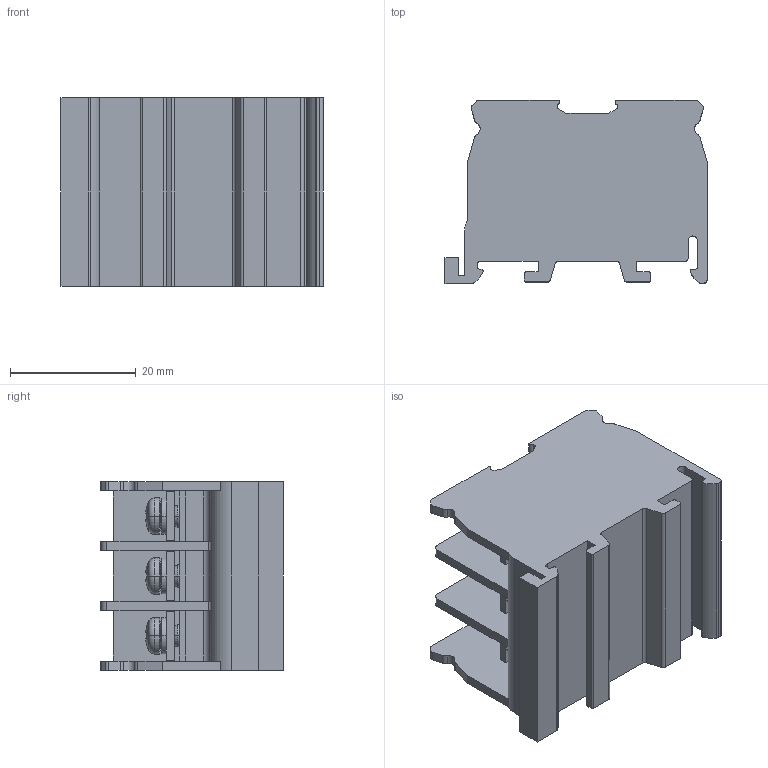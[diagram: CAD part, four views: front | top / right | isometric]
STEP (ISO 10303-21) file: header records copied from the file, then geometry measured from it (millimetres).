
FILE_DESCRIPTION((''),'2;1');
FILE_NAME('ASM0001_ASM','2024-07-04T',('dell'),(''),'PRO/ENGINEER BY PARAMETRIC TECHNOLOGY CORPORATION, 2013230','PRO/ENGINEER BY PARAMETRIC TECHNOLOGY CORPORATION, 2013230','');
FILE_SCHEMA(('AUTOMOTIVE_DESIGN { 1 0 10303 214 1 1 1 1 }'));
Length unit declared in the file: millimetre
Products named in the file (1): ASM0001_ASM
Bounding box: 41.59 x 29 x 30 mm (x, y, z)
Volume: 19304.3 mm3; surface area: 11657.9 mm2
Topology: 1 solids, 1 shells, 467 faces, 1213 edges, 778 vertices
Faces by surface type: plane 255, cylinder 140, bspline 36, cone 24, torus 12
Entity records: 15371 total; most frequent: CARTESIAN_POINT 3810, ORIENTED_EDGE 2426, DIRECTION 2401, EDGE_CURVE 1213, AXIS2_PLACEMENT_3D 847, VERTEX_POINT 778, VECTOR 707, LINE 707
